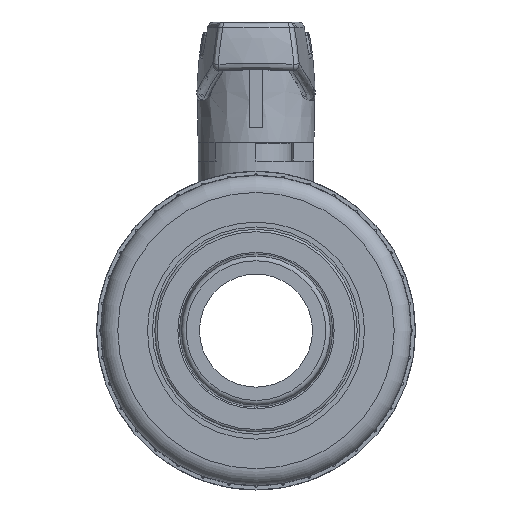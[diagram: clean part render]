
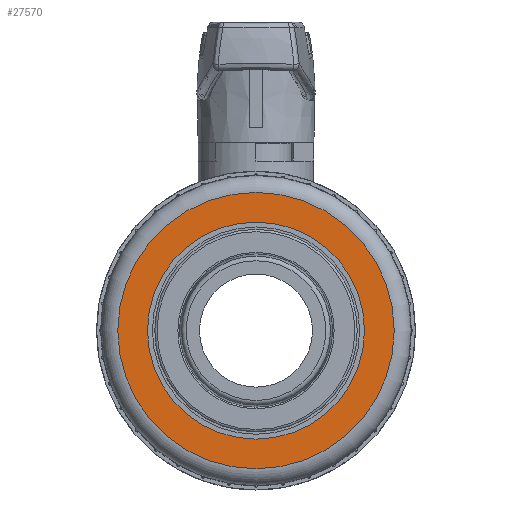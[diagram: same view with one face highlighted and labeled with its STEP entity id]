
A CAD part, left-side view. The second image highlights one B-rep face of the part: STEP entity #27570.
In plain terms, the highlighted planar face has unit normal (-1, 0, 0).
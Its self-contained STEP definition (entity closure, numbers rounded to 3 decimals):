
#1107=CIRCLE('',#29734,29.34);
#1108=CIRCLE('',#29735,23.04);
#2152=FACE_BOUND('',#4912,.T.);
#3281=FACE_OUTER_BOUND('',#4911,.T.);
#4911=EDGE_LOOP('',(#23462));
#4912=EDGE_LOOP('',(#23463));
#12574=VERTEX_POINT('',#64254);
#12575=VERTEX_POINT('',#64256);
#16374=EDGE_CURVE('',#12574,#12574,#1107,.T.);
#16375=EDGE_CURVE('',#12575,#12575,#1108,.T.);
#23462=ORIENTED_EDGE('',*,*,#16374,.T.);
#23463=ORIENTED_EDGE('',*,*,#16375,.T.);
#26310=PLANE('',#29733);
#27570=ADVANCED_FACE('',(#3281,#2152),#26310,.F.);
#29733=AXIS2_PLACEMENT_3D('',#64253,#35079,#35080);
#29734=AXIS2_PLACEMENT_3D('',#64255,#35081,#35082);
#29735=AXIS2_PLACEMENT_3D('',#64257,#35083,#35084);
#35079=DIRECTION('center_axis',(1.,0.,0.));
#35080=DIRECTION('ref_axis',(0.,0.,
-1.));
#35081=DIRECTION('center_axis',(-1.,0.,0.));
#35082=DIRECTION('ref_axis',(0.,0.,
1.));
#35083=DIRECTION('center_axis',(1.,0.,0.));
#35084=DIRECTION('ref_axis',(0.,1.,0.));
#64253=CARTESIAN_POINT('Origin',(-36.05,0.464,35.926));
#64254=CARTESIAN_POINT('',(-36.05,0.464,32.326));
#64255=CARTESIAN_POINT('Origin',(-36.05,0.464,2.986));
#64256=CARTESIAN_POINT('',(-36.05,23.504,2.986));
#64257=CARTESIAN_POINT('Origin',(-36.05,0.464,2.986));
